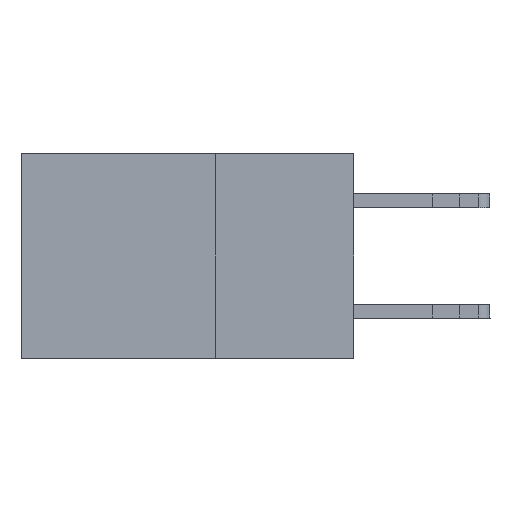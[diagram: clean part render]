
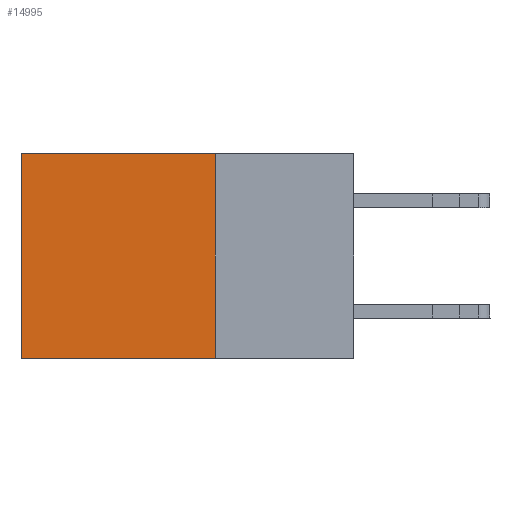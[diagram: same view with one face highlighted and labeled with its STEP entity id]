
A CAD part, left-side view. The second image highlights one B-rep face of the part: STEP entity #14995.
In plain terms, the highlighted planar face has unit normal (-1, 0, 0).
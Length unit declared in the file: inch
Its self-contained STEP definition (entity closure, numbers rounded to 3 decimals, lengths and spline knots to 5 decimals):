
#76 = VECTOR ( 'NONE', #2687, 39.37008 ) ;
#243 = PLANE ( 'NONE',  #11246 ) ;
#715 = VERTEX_POINT ( 'NONE', #13662 ) ;
#835 = DIRECTION ( 'NONE',  ( 0., 0., -1. ) ) ;
#2491 = DIRECTION ( 'NONE',  ( 0., 0., -1. ) ) ;
#2687 = DIRECTION ( 'NONE',  ( 0., 1., 0. ) ) ;
#4818 = LINE ( 'NONE', #12800, #76 ) ;
#5647 = ORIENTED_EDGE ( 'NONE', *, *, #20100, .T. ) ;
#5981 = EDGE_CURVE ( 'NONE', #21695, #16239, #7581, .T. ) ;
#7581 = LINE ( 'NONE', #22201, #8234 ) ;
#8168 = ORIENTED_EDGE ( 'NONE', *, *, #14178, .F. ) ;
#8234 = VECTOR ( 'NONE', #11808, 39.37008 ) ;
#8720 = VERTEX_POINT ( 'NONE', #13138 ) ;
#11246 = AXIS2_PLACEMENT_3D ( 'NONE', #25008, #18355, #2491 ) ;
#11382 = VECTOR ( 'NONE', #18354, 39.37008 ) ;
#11808 = DIRECTION ( 'NONE',  ( 0., 1., 0. ) ) ;
#12332 = FACE_OUTER_BOUND ( 'NONE', #19274, .T. ) ;
#12800 = CARTESIAN_POINT ( 'NONE',  ( 0.2875, 0.25, -0.37 ) ) ;
#13138 = CARTESIAN_POINT ( 'NONE',  ( 0.2875, 0.6, -0.37 ) ) ;
#13662 = CARTESIAN_POINT ( 'NONE',  ( 0.2875, 0.25, -0.37 ) ) ;
#13769 = VECTOR ( 'NONE', #835, 39.37008 ) ;
#14178 = EDGE_CURVE ( 'NONE', #21695, #715, #22669, .T. ) ;
#14605 = LINE ( 'NONE', #24605, #11382 ) ;
#14995 = ADVANCED_FACE ( 'NONE', ( #12332 ), #243, .F. ) ;
#16239 = VERTEX_POINT ( 'NONE', #16357 ) ;
#16357 = CARTESIAN_POINT ( 'NONE',  ( 0.2875, 0.6, 0. ) ) ;
#17793 = ORIENTED_EDGE ( 'NONE', *, *, #5981, .T. ) ;
#18354 = DIRECTION ( 'NONE',  ( 0., 0., -1. ) ) ;
#18355 = DIRECTION ( 'NONE',  ( 1., 0., 0. ) ) ;
#19274 = EDGE_LOOP ( 'NONE', ( #5647, #21170, #8168, #17793 ) ) ;
#20100 = EDGE_CURVE ( 'NONE', #16239, #8720, #14605, .T. ) ;
#20692 = CARTESIAN_POINT ( 'NONE',  ( 0.2875, 0.25, 0. ) ) ;
#20939 = CARTESIAN_POINT ( 'NONE',  ( 0.2875, 0.25, 0. ) ) ;
#21170 = ORIENTED_EDGE ( 'NONE', *, *, #25338, .F. ) ;
#21695 = VERTEX_POINT ( 'NONE', #20939 ) ;
#22201 = CARTESIAN_POINT ( 'NONE',  ( 0.2875, 0.25, 0. ) ) ;
#22669 = LINE ( 'NONE', #20692, #13769 ) ;
#24605 = CARTESIAN_POINT ( 'NONE',  ( 0.2875, 0.6, 0. ) ) ;
#25008 = CARTESIAN_POINT ( 'NONE',  ( 0.2875, 0.25, 0. ) ) ;
#25338 = EDGE_CURVE ( 'NONE', #715, #8720, #4818, .T. ) ;
